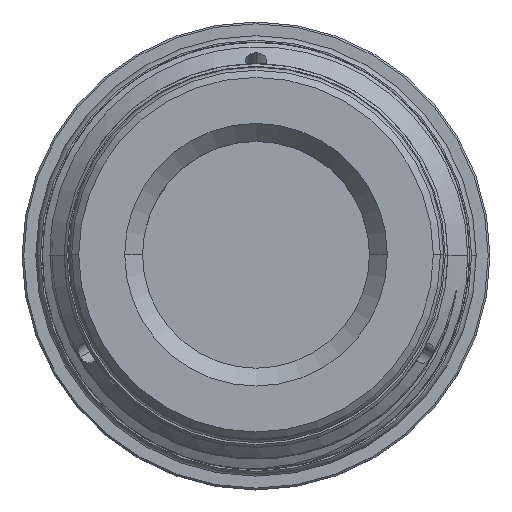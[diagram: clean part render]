
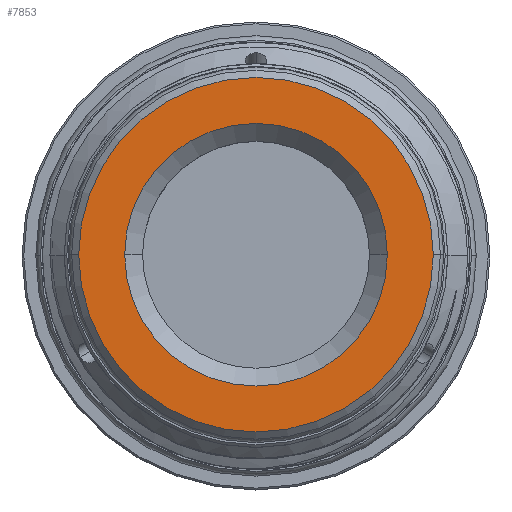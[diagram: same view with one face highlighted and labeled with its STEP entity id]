
A CAD part, top view. The second image highlights one B-rep face of the part: STEP entity #7853.
In plain terms, the highlighted planar face has unit normal (0, 0, 1).
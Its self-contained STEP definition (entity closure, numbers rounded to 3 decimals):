
#164 = CIRCLE ( 'NONE', #6915, 19.84 ) ;
#834 = EDGE_CURVE ( 'NONE', #4214, #10220, #4171, .T. ) ;
#1058 = ORIENTED_EDGE ( 'NONE', *, *, #8278, .F. ) ;
#2002 = ORIENTED_EDGE ( 'NONE', *, *, #4806, .F. ) ;
#2611 = CARTESIAN_POINT ( 'NONE',  ( 0., 0., 109.63 ) ) ;
#3010 = DIRECTION ( 'NONE',  ( 0., 0., -1. ) ) ;
#3276 = CIRCLE ( 'NONE', #3375, 14.7 ) ;
#3358 = DIRECTION ( 'NONE',  ( 0., 0., -1. ) ) ;
#3375 = AXIS2_PLACEMENT_3D ( 'NONE', #7122, #9675, #10604 ) ;
#3394 = DIRECTION ( 'NONE',  ( -1., 0., 0. ) ) ;
#4135 = CARTESIAN_POINT ( 'NONE',  ( -19.84, 0., 109.63 ) ) ;
#4171 = CIRCLE ( 'NONE', #10571, 14.7 ) ;
#4214 = VERTEX_POINT ( 'NONE', #5800 ) ;
#4308 = DIRECTION ( 'NONE',  ( -1., 0., 0. ) ) ;
#4445 = FACE_OUTER_BOUND ( 'NONE', #7692, .T. ) ;
#4568 = AXIS2_PLACEMENT_3D ( 'NONE', #7245, #10612, #8909 ) ;
#4806 = EDGE_CURVE ( 'NONE', #9444, #9484, #164, .T. ) ;
#5800 = CARTESIAN_POINT ( 'NONE',  ( 14.7, 0., 109.63 ) ) ;
#5885 = CARTESIAN_POINT ( 'NONE',  ( 19.84, 0., 109.63 ) ) ;
#6293 = ORIENTED_EDGE ( 'NONE', *, *, #7287, .T. ) ;
#6394 = EDGE_LOOP ( 'NONE', ( #10878, #6293 ) ) ;
#6915 = AXIS2_PLACEMENT_3D ( 'NONE', #7118, #3010, #10637 ) ;
#6954 = CARTESIAN_POINT ( 'NONE',  ( -14.7, 0., 109.63 ) ) ;
#7118 = CARTESIAN_POINT ( 'NONE',  ( 0., 0., 109.63 ) ) ;
#7122 = CARTESIAN_POINT ( 'NONE',  ( 0., 0., 109.63 ) ) ;
#7245 = CARTESIAN_POINT ( 'NONE',  ( 0., 0., 109.63 ) ) ;
#7287 = EDGE_CURVE ( 'NONE', #10220, #4214, #3276, .T. ) ;
#7692 = EDGE_LOOP ( 'NONE', ( #2002, #1058 ) ) ;
#7853 = ADVANCED_FACE ( 'NONE', ( #8984, #4445 ), #8838, .F. ) ;
#8278 = EDGE_CURVE ( 'NONE', #9484, #9444, #8441, .T. ) ;
#8432 = CARTESIAN_POINT ( 'NONE',  ( 0., 0., 109.63 ) ) ;
#8441 = CIRCLE ( 'NONE', #10127, 19.84 ) ;
#8456 = DIRECTION ( 'NONE',  ( 0., 0., -1. ) ) ;
#8838 = PLANE ( 'NONE',  #4568 ) ;
#8909 = DIRECTION ( 'NONE',  ( -1., 0., 0. ) ) ;
#8984 = FACE_BOUND ( 'NONE', #6394, .T. ) ;
#9444 = VERTEX_POINT ( 'NONE', #4135 ) ;
#9484 = VERTEX_POINT ( 'NONE', #5885 ) ;
#9675 = DIRECTION ( 'NONE',  ( 0., 0., -1. ) ) ;
#10127 = AXIS2_PLACEMENT_3D ( 'NONE', #8432, #3358, #4308 ) ;
#10220 = VERTEX_POINT ( 'NONE', #6954 ) ;
#10571 = AXIS2_PLACEMENT_3D ( 'NONE', #2611, #8456, #3394 ) ;
#10604 = DIRECTION ( 'NONE',  ( -1., 0., 0. ) ) ;
#10612 = DIRECTION ( 'NONE',  ( 0., 0., -1. ) ) ;
#10637 = DIRECTION ( 'NONE',  ( -1., 0., 0. ) ) ;
#10878 = ORIENTED_EDGE ( 'NONE', *, *, #834, .T. ) ;
